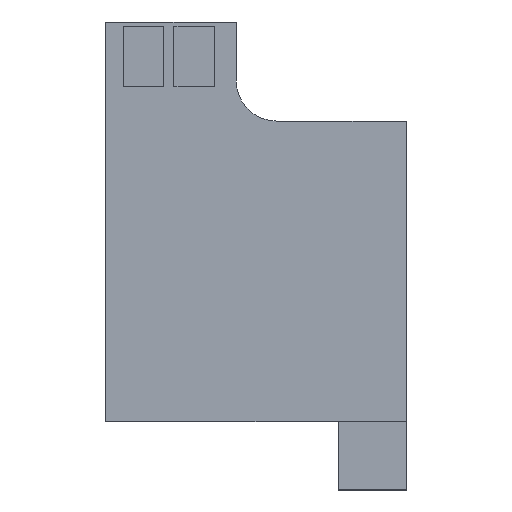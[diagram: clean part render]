
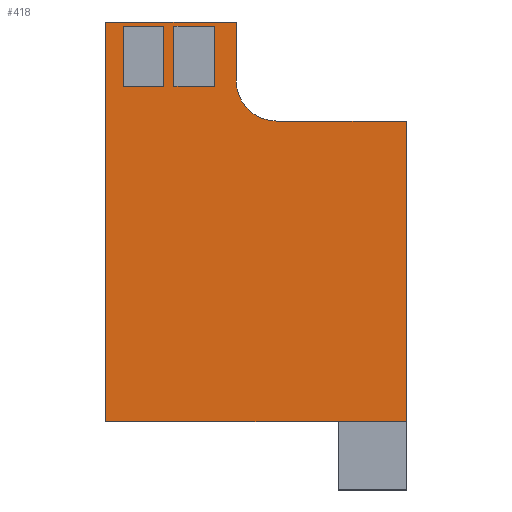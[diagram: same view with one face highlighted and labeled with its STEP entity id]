
A CAD part, top view. The second image highlights one B-rep face of the part: STEP entity #418.
In plain terms, the highlighted planar face has unit normal (0, 0, 1).
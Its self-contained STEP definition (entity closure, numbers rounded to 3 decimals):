
#46=CARTESIAN_POINT('',(1.02,9.5,0.13));
#47=DIRECTION('',(0.,0.,-1.));
#48=DIRECTION('',(0.,-1.,0.));
#49=AXIS2_PLACEMENT_3D('',#46,#47,#48);
#55=DIRECTION('',(0.,1.,0.));
#56=VECTOR('',#55,2.94);
#57=CARTESIAN_POINT('',(-0.98,9.5,0.13));
#58=LINE('',#57,#56);
#59=DIRECTION('',(-1.,0.,0.));
#60=VECTOR('',#59,6.48);
#61=CARTESIAN_POINT('',(7.5,7.5,0.13));
#62=LINE('',#61,#60);
#63=DIRECTION('',(0.,1.,0.));
#64=VECTOR('',#63,15.);
#65=CARTESIAN_POINT('',(7.5,-7.5,0.13));
#66=LINE('',#65,#64);
#67=DIRECTION('',(1.,0.,0.));
#68=VECTOR('',#67,15.);
#69=CARTESIAN_POINT('',(-7.5,-7.5,0.13));
#70=LINE('',#69,#68);
#71=DIRECTION('',(0.,-1.,0.));
#72=VECTOR('',#71,15.);
#73=CARTESIAN_POINT('',(-7.5,7.5,0.13));
#74=LINE('',#73,#72);
#75=DIRECTION('',(0.,-1.,0.));
#76=VECTOR('',#75,4.94);
#77=CARTESIAN_POINT('',(-7.5,12.44,0.13));
#78=LINE('',#77,#76);
#79=DIRECTION('',(-1.,0.,0.));
#80=VECTOR('',#79,6.52);
#81=CARTESIAN_POINT('',(-0.98,12.44,0.13));
#82=LINE('',#81,#80);
#83=DIRECTION('',(0.,-1.,0.));
#84=VECTOR('',#83,3.);
#85=CARTESIAN_POINT('',(-6.59,12.24,0.13));
#86=LINE('',#85,#84);
#87=DIRECTION('',(1.,0.,0.));
#88=VECTOR('',#87,2.);
#89=CARTESIAN_POINT('',(-6.59,9.24,0.13));
#90=LINE('',#89,#88);
#91=DIRECTION('',(0.,1.,0.));
#92=VECTOR('',#91,3.);
#93=CARTESIAN_POINT('',(-4.59,9.24,0.13));
#94=LINE('',#93,#92);
#95=DIRECTION('',(-1.,0.,0.));
#96=VECTOR('',#95,2.);
#97=CARTESIAN_POINT('',(-4.59,12.24,0.13));
#98=LINE('',#97,#96);
#99=DIRECTION('',(0.,-1.,0.));
#100=VECTOR('',#99,3.);
#101=CARTESIAN_POINT('',(-4.09,12.24,0.13));
#102=LINE('',#101,#100);
#103=DIRECTION('',(1.,0.,0.));
#104=VECTOR('',#103,2.);
#105=CARTESIAN_POINT('',(-4.09,9.24,0.13));
#106=LINE('',#105,#104);
#107=DIRECTION('',(0.,1.,0.));
#108=VECTOR('',#107,3.);
#109=CARTESIAN_POINT('',(-2.09,9.24,0.13));
#110=LINE('',#109,#108);
#111=DIRECTION('',(-1.,0.,0.));
#112=VECTOR('',#111,2.);
#113=CARTESIAN_POINT('',(-2.09,12.24,0.13));
#114=LINE('',#113,#112);
#239=CARTESIAN_POINT('',(-0.98,12.44,0.13));
#240=CARTESIAN_POINT('',(-7.5,12.44,0.13));
#241=VERTEX_POINT('',#239);
#242=VERTEX_POINT('',#240);
#243=CARTESIAN_POINT('',(-7.5,7.5,0.13));
#244=VERTEX_POINT('',#243);
#245=CARTESIAN_POINT('',(-7.5,-7.5,0.13));
#246=VERTEX_POINT('',#245);
#247=CARTESIAN_POINT('',(7.5,-7.5,0.13));
#248=VERTEX_POINT('',#247);
#249=CARTESIAN_POINT('',(7.5,7.5,0.13));
#250=VERTEX_POINT('',#249);
#254=CARTESIAN_POINT('',(-0.98,9.5,0.13));
#256=VERTEX_POINT('',#254);
#258=CARTESIAN_POINT('',(1.02,7.5,0.13));
#260=VERTEX_POINT('',#258);
#291=CARTESIAN_POINT('',(-6.59,12.24,0.13));
#292=CARTESIAN_POINT('',(-6.59,9.24,0.13));
#293=VERTEX_POINT('',#291);
#294=VERTEX_POINT('',#292);
#295=CARTESIAN_POINT('',(-4.59,9.24,0.13));
#296=VERTEX_POINT('',#295);
#297=CARTESIAN_POINT('',(-4.59,12.24,0.13));
#298=VERTEX_POINT('',#297);
#299=CARTESIAN_POINT('',(-4.09,12.24,0.13));
#300=CARTESIAN_POINT('',(-4.09,9.24,0.13));
#301=VERTEX_POINT('',#299);
#302=VERTEX_POINT('',#300);
#303=CARTESIAN_POINT('',(-2.09,9.24,0.13));
#304=VERTEX_POINT('',#303);
#305=CARTESIAN_POINT('',(-2.09,12.24,0.13));
#306=VERTEX_POINT('',#305);
#378=CARTESIAN_POINT('',(0.,0.,0.13));
#379=DIRECTION('',(0.,0.,1.));
#380=DIRECTION('',(1.,0.,0.));
#381=AXIS2_PLACEMENT_3D('',#378,#379,#380);
#382=PLANE('',#381);
#383=ORIENTED_EDGE('',*,*,#370,.F.);
#384=ORIENTED_EDGE('',*,*,#359,.F.);
#385=ORIENTED_EDGE('',*,*,#345,.F.);
#387=ORIENTED_EDGE('',*,*,#386,.F.);
#389=ORIENTED_EDGE('',*,*,#388,.F.);
#391=ORIENTED_EDGE('',*,*,#390,.F.);
#393=ORIENTED_EDGE('',*,*,#392,.F.);
#395=ORIENTED_EDGE('',*,*,#394,.F.);
#396=EDGE_LOOP('',(#383,#384,#385,#387,#389,#391,#393,#395));
#397=FACE_OUTER_BOUND('',#396,.F.);
#399=ORIENTED_EDGE('',*,*,#398,.T.);
#401=ORIENTED_EDGE('',*,*,#400,.T.);
#403=ORIENTED_EDGE('',*,*,#402,.T.);
#405=ORIENTED_EDGE('',*,*,#404,.T.);
#406=EDGE_LOOP('',(#399,#401,#403,#405));
#407=FACE_BOUND('',#406,.F.);
#409=ORIENTED_EDGE('',*,*,#408,.T.);
#411=ORIENTED_EDGE('',*,*,#410,.T.);
#413=ORIENTED_EDGE('',*,*,#412,.T.);
#415=ORIENTED_EDGE('',*,*,#414,.T.);
#416=EDGE_LOOP('',(#409,#411,#413,#415));
#417=FACE_BOUND('',#416,.F.);
#418=ADVANCED_FACE('',(#397,#407,#417),#382,.T.);
#50=CIRCLE('',#49,2.);
#345=EDGE_CURVE('',#250,#260,#62,.T.);
#359=EDGE_CURVE('',#260,#256,#50,.T.);
#370=EDGE_CURVE('',#256,#241,#58,.T.);
#386=EDGE_CURVE('',#248,#250,#66,.T.);
#388=EDGE_CURVE('',#246,#248,#70,.T.);
#390=EDGE_CURVE('',#244,#246,#74,.T.);
#392=EDGE_CURVE('',#242,#244,#78,.T.);
#394=EDGE_CURVE('',#241,#242,#82,.T.);
#398=EDGE_CURVE('',#293,#294,#86,.T.);
#400=EDGE_CURVE('',#294,#296,#90,.T.);
#402=EDGE_CURVE('',#296,#298,#94,.T.);
#404=EDGE_CURVE('',#298,#293,#98,.T.);
#408=EDGE_CURVE('',#301,#302,#102,.T.);
#410=EDGE_CURVE('',#302,#304,#106,.T.);
#412=EDGE_CURVE('',#304,#306,#110,.T.);
#414=EDGE_CURVE('',#306,#301,#114,.T.);
